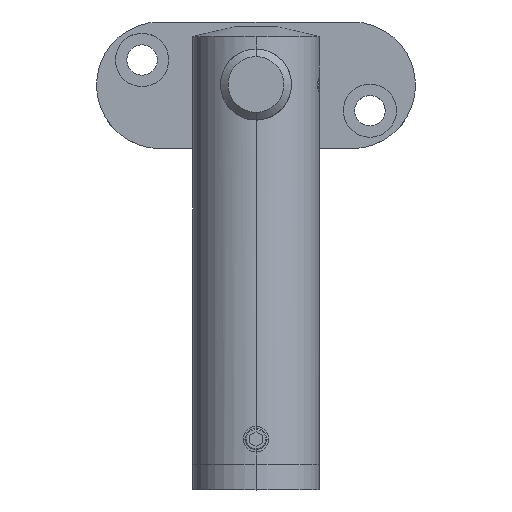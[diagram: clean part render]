
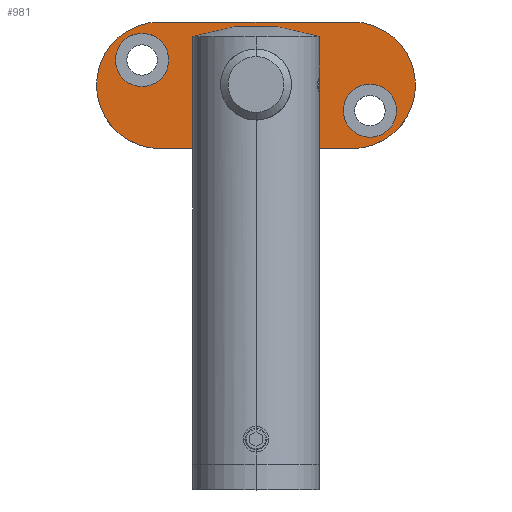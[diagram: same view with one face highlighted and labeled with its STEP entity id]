
A CAD part, top view. The second image highlights one B-rep face of the part: STEP entity #981.
In plain terms, the highlighted face is planar.
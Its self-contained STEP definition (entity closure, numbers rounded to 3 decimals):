
#44 = DIRECTION ( 'NONE',  ( 0., 0., 1. ) ) ;
#69 = CARTESIAN_POINT ( 'NONE',  ( -22.5, -3., 10.25 ) ) ;
#183 = DIRECTION ( 'NONE',  ( 0., -1., 0. ) ) ;
#196 = EDGE_CURVE ( 'NONE', #3396, #3194, #2948, .T. ) ;
#316 = VERTEX_POINT ( 'NONE', #3750 ) ;
#369 = DIRECTION ( 'NONE',  ( 0., -1., 0. ) ) ;
#414 = EDGE_CURVE ( 'NONE', #3549, #4398, #4402, .T. ) ;
#495 = CARTESIAN_POINT ( 'NONE',  ( 22.5, -3., 0.25 ) ) ;
#525 = EDGE_LOOP ( 'NONE', ( #1724, #687 ) ) ;
#593 = LINE ( 'NONE', #1789, #5272 ) ;
#627 = AXIS2_PLACEMENT_3D ( 'NONE', #2012, #1584, #2848 ) ;
#656 = EDGE_CURVE ( 'NONE', #1622, #4204, #2186, .T. ) ;
#687 = ORIENTED_EDGE ( 'NONE', *, *, #3508, .F. ) ;
#729 = CIRCLE ( 'NONE', #3305, 9. ) ;
#742 = EDGE_CURVE ( 'NONE', #316, #2524, #2629, .T. ) ;
#813 = PLANE ( 'NONE',  #4141 ) ;
#818 = EDGE_CURVE ( 'NONE', #4204, #1622, #4664, .T. ) ;
#981 = ADVANCED_FACE ( 'NONE', ( #3984, #3611, #2464, #1576 ), #813, .T. ) ;
#1031 = CARTESIAN_POINT ( 'NONE',  ( -22.5, -3., -0.25 ) ) ;
#1101 = DIRECTION ( 'NONE',  ( 0., 0., 1. ) ) ;
#1153 = AXIS2_PLACEMENT_3D ( 'NONE', #1966, #5235, #1560 ) ;
#1228 = AXIS2_PLACEMENT_3D ( 'NONE', #4163, #1728, #4994 ) ;
#1287 = CARTESIAN_POINT ( 'NONE',  ( 0., -3., 0. ) ) ;
#1290 = ORIENTED_EDGE ( 'NONE', *, *, #818, .F. ) ;
#1311 = EDGE_CURVE ( 'NONE', #3137, #3544, #3470, .T. ) ;
#1328 = ORIENTED_EDGE ( 'NONE', *, *, #1311, .F. ) ;
#1332 = CARTESIAN_POINT ( 'NONE',  ( 22.5, -3., -5. ) ) ;
#1353 = EDGE_CURVE ( 'NONE', #3544, #316, #593, .T. ) ;
#1495 = AXIS2_PLACEMENT_3D ( 'NONE', #1287, #4957, #5038 ) ;
#1560 = DIRECTION ( 'NONE',  ( 0., 0., 1. ) ) ;
#1576 = FACE_OUTER_BOUND ( 'NONE', #5189, .T. ) ;
#1584 = DIRECTION ( 'NONE',  ( 0., 1., 0. ) ) ;
#1622 = VERTEX_POINT ( 'NONE', #1031 ) ;
#1724 = ORIENTED_EDGE ( 'NONE', *, *, #196, .F. ) ;
#1728 = DIRECTION ( 'NONE',  ( 0., -1., 0. ) ) ;
#1743 = CARTESIAN_POINT ( 'NONE',  ( 0., -3., -9. ) ) ;
#1789 = CARTESIAN_POINT ( 'NONE',  ( 31.5, -3., -12.5 ) ) ;
#1966 = CARTESIAN_POINT ( 'NONE',  ( -22.5, -3., 5. ) ) ;
#2012 = CARTESIAN_POINT ( 'NONE',  ( -19., -3., 0. ) ) ;
#2028 = CARTESIAN_POINT ( 'NONE',  ( -31.5, -3., -12.5 ) ) ;
#2106 = ORIENTED_EDGE ( 'NONE', *, *, #2335, .F. ) ;
#2174 = DIRECTION ( 'NONE',  ( 0., 0., 1. ) ) ;
#2186 = CIRCLE ( 'NONE', #5179, 5.25 ) ;
#2229 = ORIENTED_EDGE ( 'NONE', *, *, #742, .F. ) ;
#2236 = CARTESIAN_POINT ( 'NONE',  ( -22.5, -3., 5. ) ) ;
#2306 = CARTESIAN_POINT ( 'NONE',  ( 19., -3., 0. ) ) ;
#2328 = ORIENTED_EDGE ( 'NONE', *, *, #656, .F. ) ;
#2335 = EDGE_CURVE ( 'NONE', #4398, #3549, #729, .T. ) ;
#2464 = FACE_BOUND ( 'NONE', #2999, .T. ) ;
#2524 = VERTEX_POINT ( 'NONE', #3019 ) ;
#2576 = CARTESIAN_POINT ( 'NONE',  ( 0., -3., 9. ) ) ;
#2629 = CIRCLE ( 'NONE', #627, 12.5 ) ;
#2638 = ORIENTED_EDGE ( 'NONE', *, *, #1353, .F. ) ;
#2659 = DIRECTION ( 'NONE',  ( 0., 0., 1. ) ) ;
#2785 = DIRECTION ( 'NONE',  ( 0., 0., 1. ) ) ;
#2848 = DIRECTION ( 'NONE',  ( 0., 0., 1. ) ) ;
#2852 = EDGE_LOOP ( 'NONE', ( #1290, #2328 ) ) ;
#2948 = CIRCLE ( 'NONE', #1228, 5.25 ) ;
#2999 = EDGE_LOOP ( 'NONE', ( #2106, #4932 ) ) ;
#3019 = CARTESIAN_POINT ( 'NONE',  ( -19., -3., 12.5 ) ) ;
#3128 = DIRECTION ( 'NONE',  ( 0., 1., 0. ) ) ;
#3137 = VERTEX_POINT ( 'NONE', #4396 ) ;
#3194 = VERTEX_POINT ( 'NONE', #3670 ) ;
#3304 = CIRCLE ( 'NONE', #3646, 5.25 ) ;
#3305 = AXIS2_PLACEMENT_3D ( 'NONE', #4057, #369, #44 ) ;
#3396 = VERTEX_POINT ( 'NONE', #495 ) ;
#3470 = CIRCLE ( 'NONE', #4838, 12.5 ) ;
#3508 = EDGE_CURVE ( 'NONE', #3194, #3396, #3304, .T. ) ;
#3544 = VERTEX_POINT ( 'NONE', #5086 ) ;
#3549 = VERTEX_POINT ( 'NONE', #1743 ) ;
#3611 = FACE_BOUND ( 'NONE', #525, .T. ) ;
#3633 = DIRECTION ( 'NONE',  ( 0., -1., 0. ) ) ;
#3646 = AXIS2_PLACEMENT_3D ( 'NONE', #1332, #3775, #2174 ) ;
#3670 = CARTESIAN_POINT ( 'NONE',  ( 22.5, -3., -10.25 ) ) ;
#3750 = CARTESIAN_POINT ( 'NONE',  ( -19., -3., -12.5 ) ) ;
#3775 = DIRECTION ( 'NONE',  ( 0., -1., 0. ) ) ;
#3984 = FACE_BOUND ( 'NONE', #2852, .T. ) ;
#4057 = CARTESIAN_POINT ( 'NONE',  ( 0., -3., 0. ) ) ;
#4093 = LINE ( 'NONE', #4466, #5306 ) ;
#4141 = AXIS2_PLACEMENT_3D ( 'NONE', #2028, #3633, #2785 ) ;
#4163 = CARTESIAN_POINT ( 'NONE',  ( 22.5, -3., -5. ) ) ;
#4204 = VERTEX_POINT ( 'NONE', #69 ) ;
#4396 = CARTESIAN_POINT ( 'NONE',  ( 19., -3., 12.5 ) ) ;
#4398 = VERTEX_POINT ( 'NONE', #2576 ) ;
#4402 = CIRCLE ( 'NONE', #1495, 9. ) ;
#4466 = CARTESIAN_POINT ( 'NONE',  ( -31.5, -3., 12.5 ) ) ;
#4664 = CIRCLE ( 'NONE', #1153, 5.25 ) ;
#4736 = DIRECTION ( 'NONE',  ( -1., 0., 0. ) ) ;
#4838 = AXIS2_PLACEMENT_3D ( 'NONE', #2306, #3128, #2659 ) ;
#4932 = ORIENTED_EDGE ( 'NONE', *, *, #414, .F. ) ;
#4957 = DIRECTION ( 'NONE',  ( 0., -1., 0. ) ) ;
#4994 = DIRECTION ( 'NONE',  ( 0., 0., 1. ) ) ;
#5038 = DIRECTION ( 'NONE',  ( 0., 0., 1. ) ) ;
#5086 = CARTESIAN_POINT ( 'NONE',  ( 19., -3., -12.5 ) ) ;
#5088 = ORIENTED_EDGE ( 'NONE', *, *, #5153, .F. ) ;
#5153 = EDGE_CURVE ( 'NONE', #2524, #3137, #4093, .T. ) ;
#5179 = AXIS2_PLACEMENT_3D ( 'NONE', #2236, #183, #1101 ) ;
#5189 = EDGE_LOOP ( 'NONE', ( #2229, #2638, #1328, #5088 ) ) ;
#5235 = DIRECTION ( 'NONE',  ( 0., -1., 0. ) ) ;
#5272 = VECTOR ( 'NONE', #4736, 1000. ) ;
#5306 = VECTOR ( 'NONE', #5310, 1000. ) ;
#5310 = DIRECTION ( 'NONE',  ( 1., 0., 0. ) ) ;
